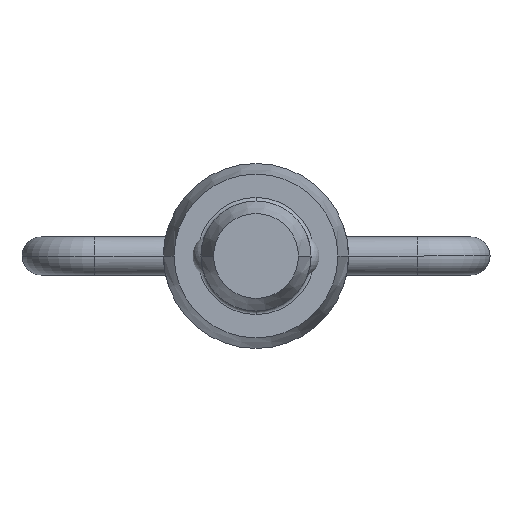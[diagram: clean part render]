
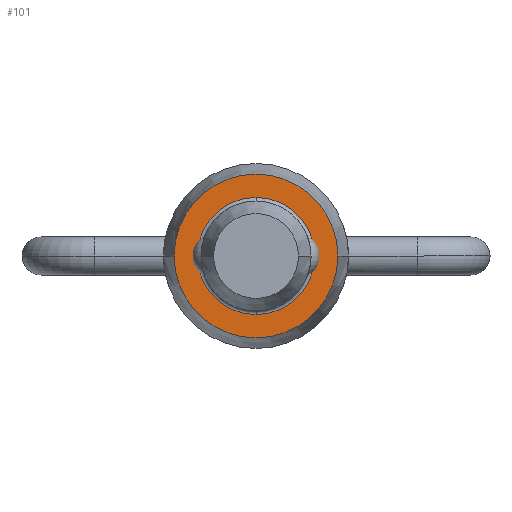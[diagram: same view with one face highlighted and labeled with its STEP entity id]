
A CAD part, front view. The second image highlights one B-rep face of the part: STEP entity #101.
In plain terms, the highlighted planar face has unit normal (0, -1, 0).
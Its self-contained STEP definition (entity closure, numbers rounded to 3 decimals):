
#101=ADVANCED_FACE('',(#218,#219),#220,.T.);
#218=FACE_OUTER_BOUND('',#351,.T.);
#219=FACE_BOUND('',#352,.T.);
#220=PLANE('',#353);
#351=EDGE_LOOP('',(#587,#588));
#352=EDGE_LOOP('',(#589,#590,#591));
#353=AXIS2_PLACEMENT_3D('',#592,#593,#594);
#587=ORIENTED_EDGE('',*,*,#875,.T.);
#588=ORIENTED_EDGE('',*,*,#881,.T.);
#589=ORIENTED_EDGE('',*,*,#882,.T.);
#590=ORIENTED_EDGE('',*,*,#794,.T.);
#591=ORIENTED_EDGE('',*,*,#883,.T.);
#592=CARTESIAN_POINT('',(-4.355,0.0,0.0));
#593=DIRECTION('',(0.,-1.0,0.0));
#594=DIRECTION('',(1.0,0.,0.0));
#794=EDGE_CURVE('',#933,#939,#941,.T.);
#875=EDGE_CURVE('',#1068,#1070,#1072,.T.);
#881=EDGE_CURVE('',#1070,#1068,#1079,.T.);
#882=EDGE_CURVE('',#1080,#933,#1081,.T.);
#883=EDGE_CURVE('',#939,#1080,#1082,.T.);
#933=VERTEX_POINT('',#1138);
#939=VERTEX_POINT('',#1144);
#941=CIRCLE('',#1146,3.375);
#1068=VERTEX_POINT('',#1378);
#1070=VERTEX_POINT('',#1381);
#1072=CIRCLE('',#1384,4.722);
#1079=CIRCLE('',#1409,4.722);
#1080=VERTEX_POINT('',#1410);
#1081=CIRCLE('',#1411,3.375);
#1082=CIRCLE('',#1412,3.375);
#1138=CARTESIAN_POINT('',(0.,0.,3.375));
#1144=CARTESIAN_POINT('',(0.,0.,-3.375));
#1146=AXIS2_PLACEMENT_3D('',#1553,#1554,#1555);
#1378=CARTESIAN_POINT('',(-4.722,0.0,0.0));
#1381=CARTESIAN_POINT('',(4.722,0.,0.));
#1384=AXIS2_PLACEMENT_3D('',#1689,#1690,#1691);
#1409=AXIS2_PLACEMENT_3D('',#1695,#1696,#1697);
#1410=CARTESIAN_POINT('',(-3.375,0.0,0.0));
#1411=AXIS2_PLACEMENT_3D('',#1698,#1699,#1700);
#1412=AXIS2_PLACEMENT_3D('',#1701,#1702,#1703);
#1553=CARTESIAN_POINT('',(0.,0.0,0.0));
#1554=DIRECTION('',(0.,1.0,0.0));
#1555=DIRECTION('',(-1.0,0.,0.0));
#1689=CARTESIAN_POINT('',(0.,0.0,0.));
#1690=DIRECTION('',(0.,-1.0,0.0));
#1691=DIRECTION('',(-1.0,0.,0.0));
#1695=CARTESIAN_POINT('',(0.,0.0,0.));
#1696=DIRECTION('',(0.,-1.0,0.0));
#1697=DIRECTION('',(-1.0,0.,0.0));
#1698=CARTESIAN_POINT('',(0.,0.0,0.0));
#1699=DIRECTION('',(0.,1.0,0.0));
#1700=DIRECTION('',(-1.0,0.,0.0));
#1701=CARTESIAN_POINT('',(0.,0.0,0.0));
#1702=DIRECTION('',(0.,1.0,0.0));
#1703=DIRECTION('',(-1.0,0.,0.0));
